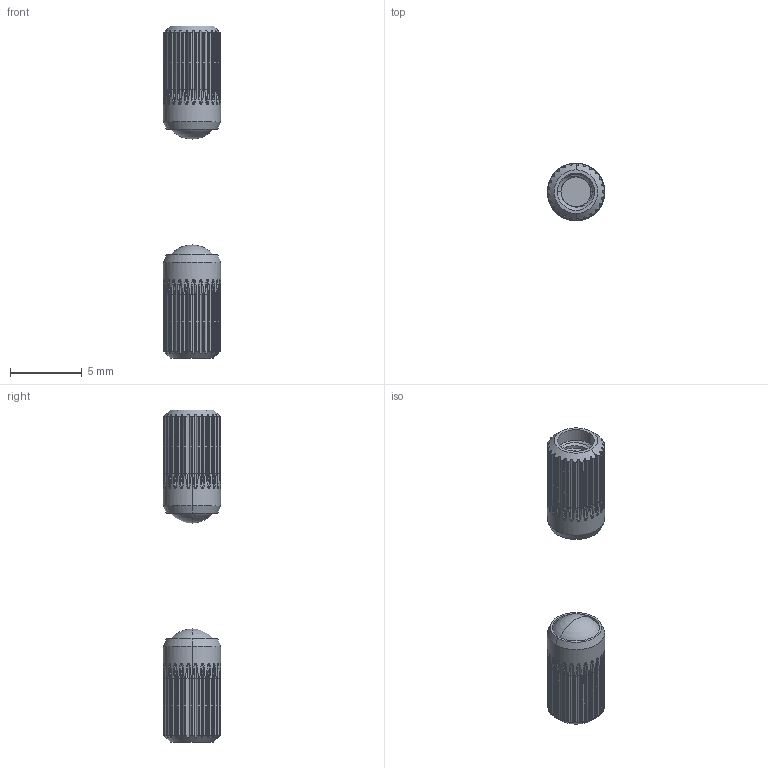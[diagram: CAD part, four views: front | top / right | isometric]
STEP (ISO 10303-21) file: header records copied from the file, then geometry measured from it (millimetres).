
FILE_DESCRIPTION((''),'2;1');
FILE_NAME('PT-F2_ASM','2021-06-10T16:22:02',('Administrator'),(''),'CREO PARAMETRIC BY PTC INC, 2018400','CREO PARAMETRIC BY PTC INC, 2018400','');
FILE_SCHEMA(('CONFIG_CONTROL_DESIGN'));
Length unit declared in the file: millimetre
Products named in the file (2): PT-F2; PT-F2_ASM
Assembly tree (2 placements, depth 2):
  PT-F2_ASM
    PT-F2  x2
Bounding box: 4 x 4 x 23.2 mm (x, y, z)
Volume: 118.6 mm3; surface area: 398.7 mm2
Topology: 2 solids, 2 shells, 658 faces, 1628 edges, 974 vertices
Faces by surface type: cylinder 212, bspline 168, cone 116, plane 108, torus 50, sphere 4
Entity records: 21833 total; most frequent: CARTESIAN_POINT 14872, ORIENTED_EDGE 1624, DIRECTION 1194, EDGE_CURVE 812, VERTEX_POINT 487, AXIS2_PLACEMENT_3D 473, B_SPLINE_CURVE_WITH_KNOTS 340, EDGE_LOOP 331
